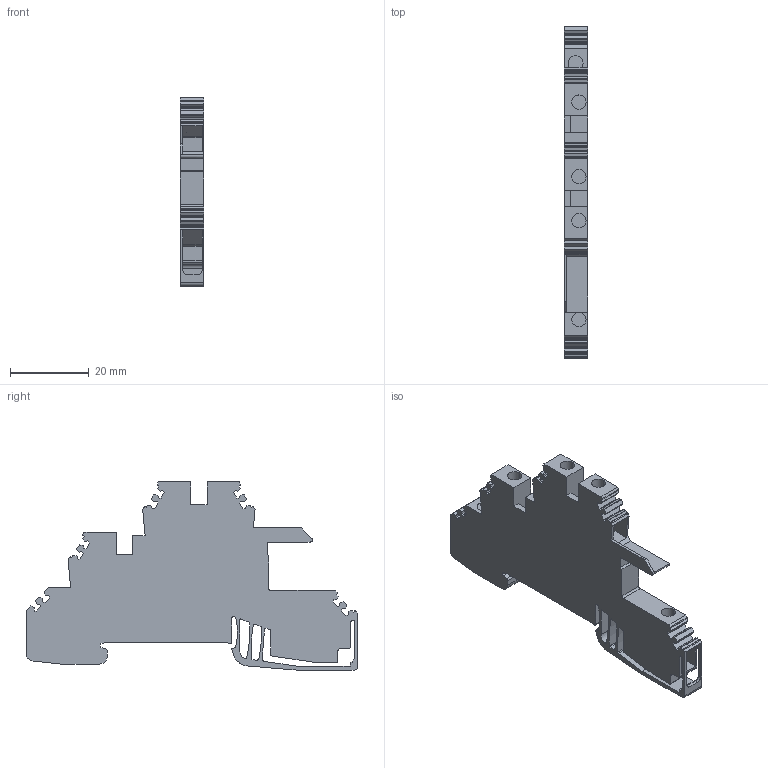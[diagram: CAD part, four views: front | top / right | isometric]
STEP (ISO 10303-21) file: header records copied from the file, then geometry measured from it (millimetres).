
FILE_DESCRIPTION(('CATIA V5 STEP Exchange','CAx-IF Rec.Pracs.--- Model Styling and Organization---1.4--- 2014-01-23'),'2;1');
FILE_NAME ('D1447187_0', '2020-02-19T13:34:39+00:00', ('none'), ('Weidmueller'), 'CATIA Version 5-6 Release 2016 SP3 HF44', 'CATIA V5 STEP AP214', 'none');
FILE_SCHEMA(('AUTOMOTIVE_DESIGN { 1 0 10303 214 1 1 1 1 }'));
Length unit declared in the file: millimetre
Products named in the file (1): 1031200000_WDL_2-5-S-L-L
Bounding box: 6.1 x 84.5 x 47.95 mm (x, y, z)
Volume: 12997.5 mm3; surface area: 8350.1 mm2
Topology: 2 solids, 3 shells, 345 faces, 1020 edges, 687 vertices
Faces by surface type: plane 251, cylinder 94
Entity records: 11118 total; most frequent: CARTESIAN_POINT 2062, ORIENTED_EDGE 2032, DIRECTION 1604, EDGE_CURVE 1016, VECTOR 811, LINE 811, VERTEX_POINT 685, AXIS2_PLACEMENT_3D 496
